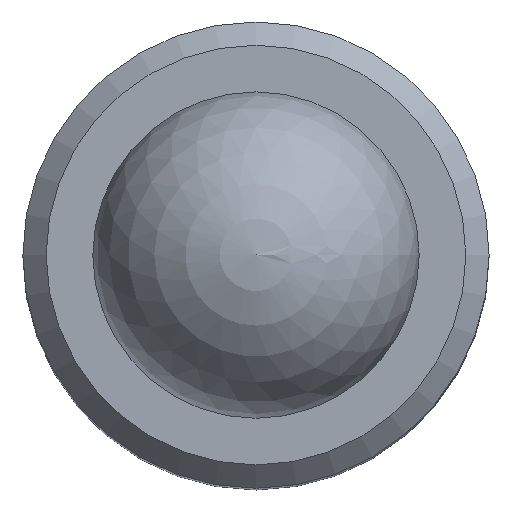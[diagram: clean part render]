
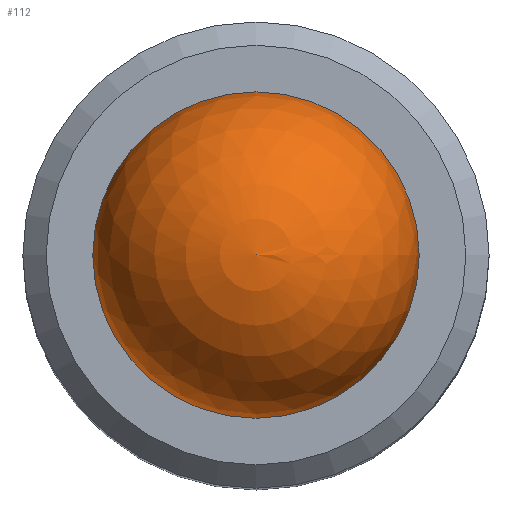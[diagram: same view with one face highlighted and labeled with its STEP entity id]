
A CAD part, top view. The second image highlights one B-rep face of the part: STEP entity #112.
In plain terms, the highlighted spherical face has radius 1.75 mm.
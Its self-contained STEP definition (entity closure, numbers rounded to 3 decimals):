
#13=SPHERICAL_SURFACE($,#134,1.75);
#34=FACE_OUTER_BOUND($,#49,.T.);
#49=EDGE_LOOP($,(#99));
#59=CIRCLE($,#130,1.75);
#66=VERTEX_POINT($,#197);
#76=EDGE_CURVE($,#66,#66,#59,.T.);
#99=ORIENTED_EDGE($,*,*,#76,.F.);
#112=ADVANCED_FACE($,(#34),#13,.T.);
#130=AXIS2_PLACEMENT_3D($,#198,#166,#167);
#134=AXIS2_PLACEMENT_3D($,#203,#174,#175);
#166=DIRECTION('center_axis',(0.,0.,-1.));
#167=DIRECTION('ref_axis',(-1.,0.,0.));
#174=DIRECTION('center_axis',(0.,0.,1.));
#175=DIRECTION('ref_axis',(1.,0.,0.));
#197=CARTESIAN_POINT('',(1.75,0.,5.625));
#198=CARTESIAN_POINT('Origin',(0.,0.,5.625));
#203=CARTESIAN_POINT('Origin',(0.,0.,5.625));
